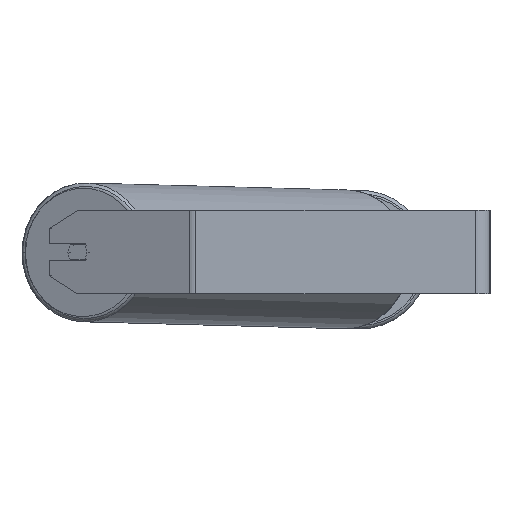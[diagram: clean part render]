
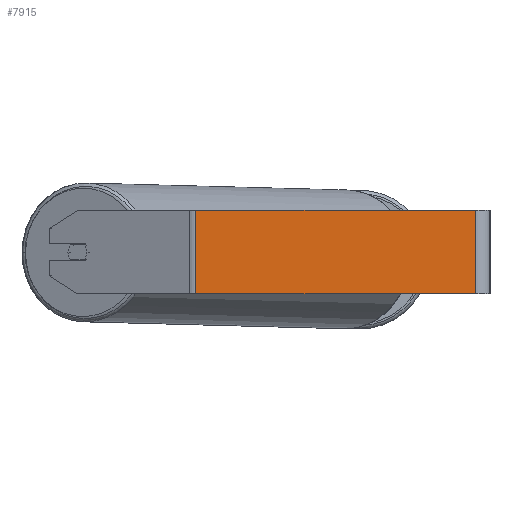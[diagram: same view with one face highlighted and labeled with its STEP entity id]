
A CAD part, left-side view. The second image highlights one B-rep face of the part: STEP entity #7915.
In plain terms, the highlighted planar face has unit normal (-1, 0, 0).
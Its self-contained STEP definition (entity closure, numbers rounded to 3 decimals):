
#85 = VECTOR ( 'NONE', #4449, 1000. ) ;
#545 = ORIENTED_EDGE ( 'NONE', *, *, #1386, .T. ) ;
#923 = EDGE_LOOP ( 'NONE', ( #1658, #6081, #7184, #545 ) ) ;
#1386 = EDGE_CURVE ( 'NONE', #3444, #7119, #4577, .T. ) ;
#1504 = EDGE_CURVE ( 'NONE', #3444, #1719, #7429, .T. ) ;
#1658 = ORIENTED_EDGE ( 'NONE', *, *, #8627, .T. ) ;
#1719 = VERTEX_POINT ( 'NONE', #5840 ) ;
#1922 = VECTOR ( 'NONE', #4829, 1000. ) ;
#2072 = CARTESIAN_POINT ( 'NONE',  ( -945., 284.957, 40. ) ) ;
#2174 = FACE_OUTER_BOUND ( 'NONE', #923, .T. ) ;
#2347 = AXIS2_PLACEMENT_3D ( 'NONE', #3544, #2876, #8285 ) ;
#2370 = CARTESIAN_POINT ( 'NONE',  ( -945., 284.957, -40. ) ) ;
#2876 = DIRECTION ( 'NONE',  ( 1., 0., 0. ) ) ;
#3417 = LINE ( 'NONE', #4168, #1922 ) ;
#3444 = VERTEX_POINT ( 'NONE', #6519 ) ;
#3544 = CARTESIAN_POINT ( 'NONE',  ( -945., 284.957, 40. ) ) ;
#3736 = CARTESIAN_POINT ( 'NONE',  ( -945., 281.853, -40. ) ) ;
#4168 = CARTESIAN_POINT ( 'NONE',  ( -945., 14., 40. ) ) ;
#4449 = DIRECTION ( 'NONE',  ( 0., 0., -1. ) ) ;
#4577 = LINE ( 'NONE', #5243, #85 ) ;
#4605 = VERTEX_POINT ( 'NONE', #7911 ) ;
#4829 = DIRECTION ( 'NONE',  ( 0., 0., -1. ) ) ;
#4858 = PLANE ( 'NONE',  #2347 ) ;
#4876 = VECTOR ( 'NONE', #6050, 1000. ) ;
#5243 = CARTESIAN_POINT ( 'NONE',  ( -945., 281.853, 40. ) ) ;
#5840 = CARTESIAN_POINT ( 'NONE',  ( -945., 14., 40. ) ) ;
#6050 = DIRECTION ( 'NONE',  ( 0., -1., 0. ) ) ;
#6081 = ORIENTED_EDGE ( 'NONE', *, *, #7289, .F. ) ;
#6347 = LINE ( 'NONE', #2370, #6595 ) ;
#6519 = CARTESIAN_POINT ( 'NONE',  ( -945., 281.853, 40. ) ) ;
#6595 = VECTOR ( 'NONE', #7104, 1000. ) ;
#7104 = DIRECTION ( 'NONE',  ( 0., -1., 0. ) ) ;
#7119 = VERTEX_POINT ( 'NONE', #3736 ) ;
#7184 = ORIENTED_EDGE ( 'NONE', *, *, #1504, .F. ) ;
#7289 = EDGE_CURVE ( 'NONE', #1719, #4605, #3417, .T. ) ;
#7429 = LINE ( 'NONE', #2072, #4876 ) ;
#7911 = CARTESIAN_POINT ( 'NONE',  ( -945., 14., -40. ) ) ;
#7915 = ADVANCED_FACE ( 'NONE', ( #2174 ), #4858, .F. ) ;
#8285 = DIRECTION ( 'NONE',  ( 0., 0., -1. ) ) ;
#8627 = EDGE_CURVE ( 'NONE', #7119, #4605, #6347, .T. ) ;
